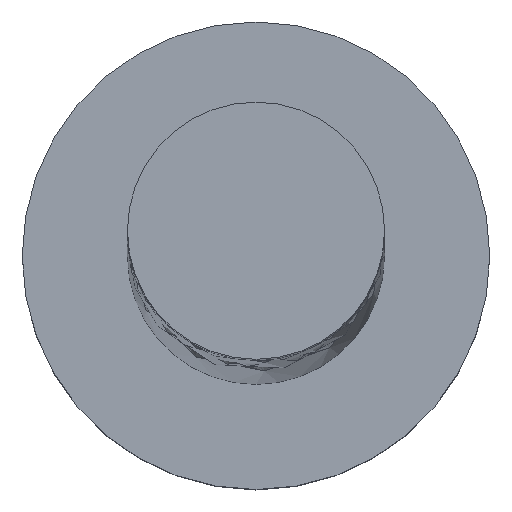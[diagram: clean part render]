
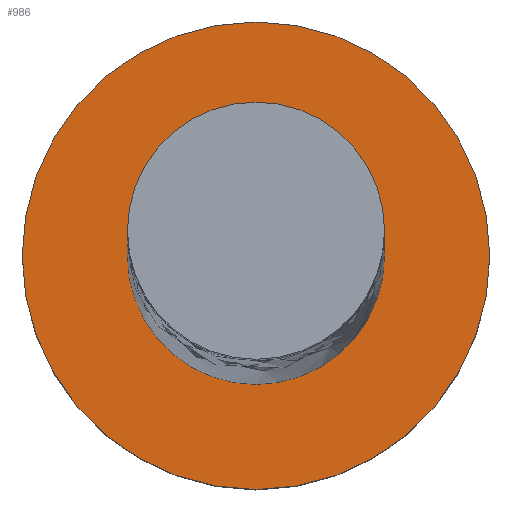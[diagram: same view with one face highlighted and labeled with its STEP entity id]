
A CAD part, top view. The second image highlights one B-rep face of the part: STEP entity #986.
In plain terms, the highlighted planar face has unit normal (0, 0, 1).
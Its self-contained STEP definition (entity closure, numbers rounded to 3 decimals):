
#63 = AXIS2_PLACEMENT_3D ( 'NONE', #970, #1095, #1187 ) ;
#97 = VERTEX_POINT ( 'NONE', #531 ) ;
#108 = DIRECTION ( 'NONE',  ( 1., 0., 0. ) ) ;
#110 = AXIS2_PLACEMENT_3D ( 'NONE', #583, #1362, #1348 ) ;
#119 = PLANE ( 'NONE',  #110 ) ;
#121 = CARTESIAN_POINT ( 'NONE',  ( -2., 0., 2. ) ) ;
#192 = EDGE_CURVE ( 'NONE', #297, #223, #322, .T. ) ;
#202 = VERTEX_POINT ( 'NONE', #773 ) ;
#223 = VERTEX_POINT ( 'NONE', #306 ) ;
#274 = CIRCLE ( 'NONE', #859, 1.1 ) ;
#283 = ORIENTED_EDGE ( 'NONE', *, *, #1196, .T. ) ;
#297 = VERTEX_POINT ( 'NONE', #121 ) ;
#302 = DIRECTION ( 'NONE',  ( 0., 0., 1. ) ) ;
#306 = CARTESIAN_POINT ( 'NONE',  ( 2., 0., 2. ) ) ;
#308 = DIRECTION ( 'NONE',  ( 1., 0., 0. ) ) ;
#319 = CARTESIAN_POINT ( 'NONE',  ( 0., 0., 2. ) ) ;
#322 = CIRCLE ( 'NONE', #1291, 2. ) ;
#324 = ORIENTED_EDGE ( 'NONE', *, *, #953, .F. ) ;
#342 = DIRECTION ( 'NONE',  ( 0., 0., 1. ) ) ;
#439 = CARTESIAN_POINT ( 'NONE',  ( 0., 0., 2. ) ) ;
#441 = EDGE_LOOP ( 'NONE', ( #1113, #283 ) ) ;
#531 = CARTESIAN_POINT ( 'NONE',  ( -1.1, 0., 2. ) ) ;
#583 = CARTESIAN_POINT ( 'NONE',  ( 0., 0., 2. ) ) ;
#627 = DIRECTION ( 'NONE',  ( 1., 0., 0. ) ) ;
#729 = CIRCLE ( 'NONE', #63, 2. ) ;
#773 = CARTESIAN_POINT ( 'NONE',  ( 1.1, 0., 2. ) ) ;
#859 = AXIS2_PLACEMENT_3D ( 'NONE', #439, #880, #627 ) ;
#880 = DIRECTION ( 'NONE',  ( 0., 0., 1. ) ) ;
#953 = EDGE_CURVE ( 'NONE', #202, #97, #274, .T. ) ;
#970 = CARTESIAN_POINT ( 'NONE',  ( 0., 0., 2. ) ) ;
#975 = EDGE_CURVE ( 'NONE', #97, #202, #1033, .T. ) ;
#983 = CARTESIAN_POINT ( 'NONE',  ( 0., 0., 2. ) ) ;
#986 = ADVANCED_FACE ( 'NONE', ( #1239, #1023 ), #119, .T. ) ;
#1023 = FACE_OUTER_BOUND ( 'NONE', #441, .T. ) ;
#1033 = CIRCLE ( 'NONE', #1287, 1.1 ) ;
#1095 = DIRECTION ( 'NONE',  ( 0., 0., 1. ) ) ;
#1110 = EDGE_LOOP ( 'NONE', ( #1119, #324 ) ) ;
#1113 = ORIENTED_EDGE ( 'NONE', *, *, #192, .T. ) ;
#1119 = ORIENTED_EDGE ( 'NONE', *, *, #975, .F. ) ;
#1187 = DIRECTION ( 'NONE',  ( 1., 0., 0. ) ) ;
#1196 = EDGE_CURVE ( 'NONE', #223, #297, #729, .T. ) ;
#1239 = FACE_BOUND ( 'NONE', #1110, .T. ) ;
#1287 = AXIS2_PLACEMENT_3D ( 'NONE', #319, #342, #108 ) ;
#1291 = AXIS2_PLACEMENT_3D ( 'NONE', #983, #302, #308 ) ;
#1348 = DIRECTION ( 'NONE',  ( 1., 0., 0. ) ) ;
#1362 = DIRECTION ( 'NONE',  ( 0., 0., 1. ) ) ;
